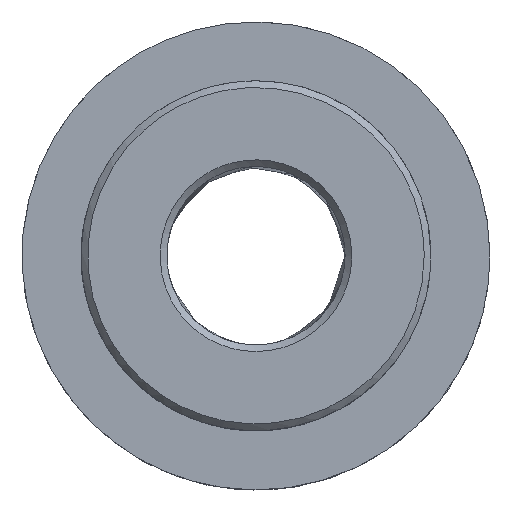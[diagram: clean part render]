
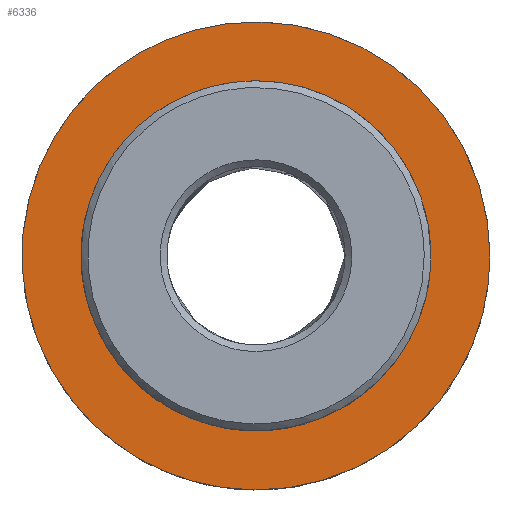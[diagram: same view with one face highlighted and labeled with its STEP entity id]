
A CAD part, top view. The second image highlights one B-rep face of the part: STEP entity #6336.
In plain terms, the highlighted free-form (B-spline) face has degree [1, 1] with [2, 2] control points.
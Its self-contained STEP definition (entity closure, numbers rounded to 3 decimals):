
#6265 = VERTEX_POINT('',#6266);
#6266 = CARTESIAN_POINT('',(6.465,0.,
    4.118));
#6271 = EDGE_CURVE('',#6265,#6265,#6272,.T.);
#6272 = ( BOUNDED_CURVE() B_SPLINE_CURVE(2,(#6273,#6274,#6275,#6276,
#6277,#6278,#6279),.UNSPECIFIED.,.T.,.F.) B_SPLINE_CURVE_WITH_KNOTS((3,2
    ,2,3),(3.142,5.236,7.33,9.425),
.PIECEWISE_BEZIER_KNOTS.) CURVE() GEOMETRIC_REPRESENTATION_ITEM() 
RATIONAL_B_SPLINE_CURVE((1.,0.5,1.,0.5,1.,0.5,1.)) REPRESENTATION_ITEM(
  '') );
#6273 = CARTESIAN_POINT('',(6.465,0.,
    4.118));
#6274 = CARTESIAN_POINT('',(6.465,-11.197,
    4.118));
#6275 = CARTESIAN_POINT('',(-3.232,-5.599,
    4.118));
#6276 = CARTESIAN_POINT('',(-12.93,0.,
    4.118));
#6277 = CARTESIAN_POINT('',(-3.232,5.599,
    4.118));
#6278 = CARTESIAN_POINT('',(6.465,11.197,
    4.118));
#6279 = CARTESIAN_POINT('',(6.465,0.,
    4.118));
#6336 = ADVANCED_FACE('',(#6337,#6351),#6354,.T.);
#6337 = FACE_BOUND('',#6338,.T.);
#6338 = EDGE_LOOP('',(#6339));
#6339 = ORIENTED_EDGE('',*,*,#6340,.T.);
#6340 = EDGE_CURVE('',#6341,#6341,#6343,.T.);
#6341 = VERTEX_POINT('',#6342);
#6342 = CARTESIAN_POINT('',(8.647,0.,
    4.118));
#6343 = ( BOUNDED_CURVE() B_SPLINE_CURVE(2,(#6344,#6345,#6346,#6347,
#6348,#6349,#6350),.UNSPECIFIED.,.T.,.F.) B_SPLINE_CURVE_WITH_KNOTS((3,2
    ,2,3),(3.142,5.236,7.33,9.425),
.PIECEWISE_BEZIER_KNOTS.) CURVE() GEOMETRIC_REPRESENTATION_ITEM() 
RATIONAL_B_SPLINE_CURVE((1.,0.5,1.,0.5,1.,0.5,1.)) REPRESENTATION_ITEM(
  '') );
#6344 = CARTESIAN_POINT('',(8.647,0.,
    4.118));
#6345 = CARTESIAN_POINT('',(8.647,14.977,
    4.118));
#6346 = CARTESIAN_POINT('',(-4.324,7.489,
    4.118));
#6347 = CARTESIAN_POINT('',(-17.294,0.,
    4.118));
#6348 = CARTESIAN_POINT('',(-4.324,-7.489,
    4.118));
#6349 = CARTESIAN_POINT('',(8.647,-14.977,
    4.118));
#6350 = CARTESIAN_POINT('',(8.647,0.,
    4.118));
#6351 = FACE_BOUND('',#6352,.T.);
#6352 = EDGE_LOOP('',(#6353));
#6353 = ORIENTED_EDGE('',*,*,#6271,.T.);
#6354 = B_SPLINE_SURFACE_WITH_KNOTS('',1,1,(
    (#6355,#6356)
    ,(#6357,#6358
    )),.UNSPECIFIED.,.F.,.F.,.F.,(2,2),(2,2),(-10.5,10.5),(-10.5,10.5),
  .PIECEWISE_BEZIER_KNOTS.);
#6355 = CARTESIAN_POINT('',(8.647,8.647,4.118
    ));
#6356 = CARTESIAN_POINT('',(8.647,-8.647,
    4.118));
#6357 = CARTESIAN_POINT('',(-8.647,8.647,
    4.118));
#6358 = CARTESIAN_POINT('',(-8.647,-8.647,
    4.118));
